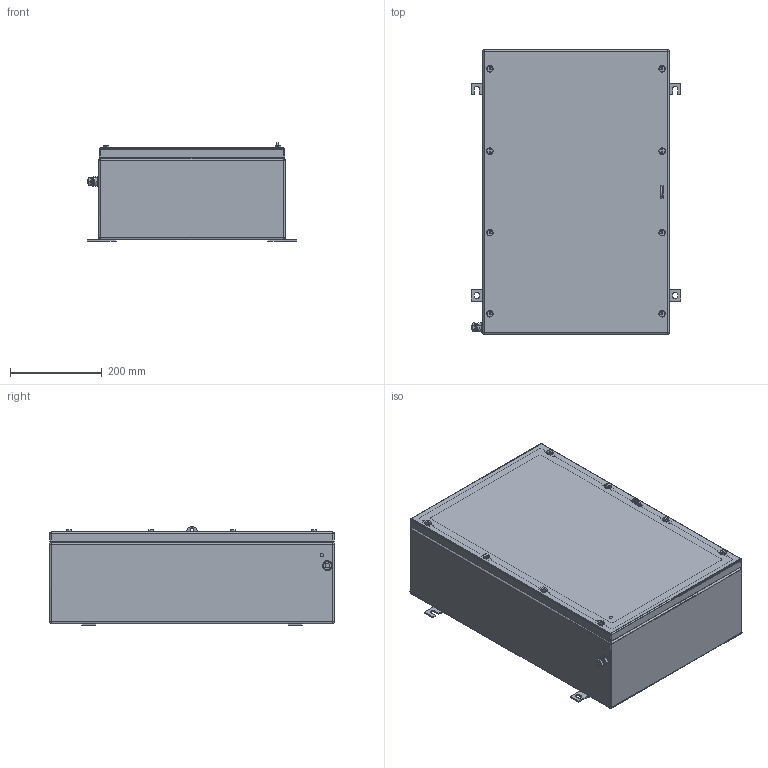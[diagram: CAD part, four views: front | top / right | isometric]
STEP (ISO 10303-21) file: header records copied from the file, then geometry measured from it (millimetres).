
FILE_DESCRIPTION(('CATIA V5 STEP Exchange','CAx-IF Rec.Pracs.--- Model Styling and Organization---1.4--- 2014-01-23'),'2;1');
FILE_NAME ('1523462-3_2_8000108852_8000108852_KTB_MH_624020_S4E0_LD.stp','2023-10-04T09:27:00+00:00',('none'),('Weidmueller'),'CATIA Version 5-6 Release 2016 SP3 HF44','CATIA V5 STEP AP214','none');
FILE_SCHEMA(('AUTOMOTIVE_DESIGN { 1 0 10303 214 1 1 1 1 }'));
Products named in the file (1): 8000108852 KTB MH 624020 S4E0
Bounding box: 457 x 620 x 215 mm (x, y, z)
Volume: 1653659.2 mm3; surface area: 2112989.7 mm2
Topology: 36 solids, 37 shells, 1592 faces, 4164 edges, 2672 vertices
Faces by surface type: plane 817, cylinder 511, cone 156, bspline 84, torus 16, sphere 8
Entity records: 57457 total; most frequent: CARTESIAN_POINT 18819, ORIENTED_EDGE 8256, DIRECTION 6364, EDGE_CURVE 4128, VERTEX_POINT 2672, VECTOR 2564, LINE 2564, AXIS2_PLACEMENT_3D 2300
